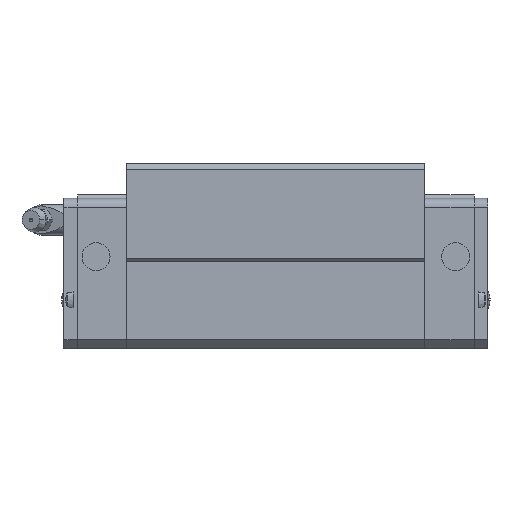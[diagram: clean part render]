
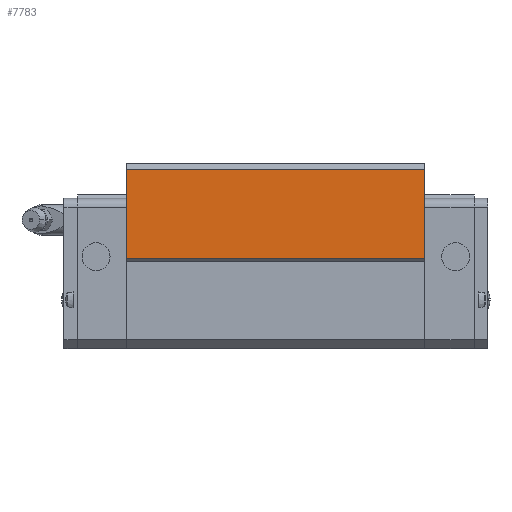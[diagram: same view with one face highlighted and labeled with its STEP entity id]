
A CAD part, front view. The second image highlights one B-rep face of the part: STEP entity #7783.
In plain terms, the highlighted planar face has unit normal (0, -1, 0).
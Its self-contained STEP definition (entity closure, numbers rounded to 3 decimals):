
#6969=CARTESIAN_POINT('POINT435',(21.2,-43.,
   29.5));
#6970=VERTEX_POINT('VERTEX435',#6969);
#6977=CARTESIAN_POINT('POINT436',(21.2,-43.,
   58.5));
#6978=VERTEX_POINT('VERTEX436',#6977);
#6979=CARTESIAN_POINT('POS717',(21.2,-43.,
   58.5));
#6980=DIRECTION('DIR1039',(0.,0.,-1.));
#6981=VECTOR('VEC395',#6980,1.);
#6982=LINE('STRAIGHT395',#6979,#6981);
#6983=EDGE_CURVE('EDGE665',#6978,#6970,#6982,.T.);
#7736=CARTESIAN_POINT('POINT512',(118.2,-43.,
   29.5));
#7737=VERTEX_POINT('VERTEX512',#7736);
#7744=CARTESIAN_POINT('POS807',(21.2,-43.,
   29.5));
#7745=DIRECTION('DIR1150',(1.,0.,0.));
#7746=VECTOR('VEC464',#7745,1.);
#7747=LINE('STRAIGHT464',#7744,#7746);
#7748=EDGE_CURVE('EDGE752',#6970,#7737,#7747,.T.);
#7760=CARTESIAN_POINT('POINT513',(118.2,-43.,
   58.5));
#7761=VERTEX_POINT('VERTEX513',#7760);
#7762=CARTESIAN_POINT('POS809',(118.2,-43.,
   58.5));
#7763=DIRECTION('DIR1153',(0.,0.,1.));
#7764=VECTOR('VEC465',#7763,1.);
#7765=LINE('STRAIGHT465',#7762,#7764);
#7766=EDGE_CURVE('EDGE753',#7737,#7761,#7765,.T.);
#7767=ORIENTED_EDGE('COEDGE1417',*,*,#7766,.T.);
#7768=CARTESIAN_POINT('POS810',(21.2,-43.,
   58.5));
#7769=DIRECTION('DIR1154',(1.,0.,0.));
#7770=VECTOR('VEC466',#7769,1.);
#7771=LINE('STRAIGHT466',#7768,#7770);
#7772=EDGE_CURVE('EDGE754',#6978,#7761,#7771,.T.);
#7773=ORIENTED_EDGE('COEDGE1418',*,*,#7772,.F.);
#7774=ORIENTED_EDGE('COEDGE1419',*,*,#6983,.T.);
#7775=ORIENTED_EDGE('COEDGE1420',*,*,#7748,.T.);
#7776=EDGE_LOOP('NONE',(#7767,#7773,#7774,#7775));
#7777=FACE_BOUND('LOOP1',#7776,.T.);
#7778=CARTESIAN_POINT('POS811',(21.2,-43.,
   29.5));
#7779=DIRECTION('DIR1155',(0.,-1.,0.));
#7780=DIRECTION('DIR1156',(1.,0.,0.));
#7781=AXIS2_PLACEMENT_3D('AXIS345',#7778,#7779,#7780);
#7782=PLANE('PLANE137',#7781);
#7783=ADVANCED_FACE('FACE270',(#7777),#7782,.T.);
